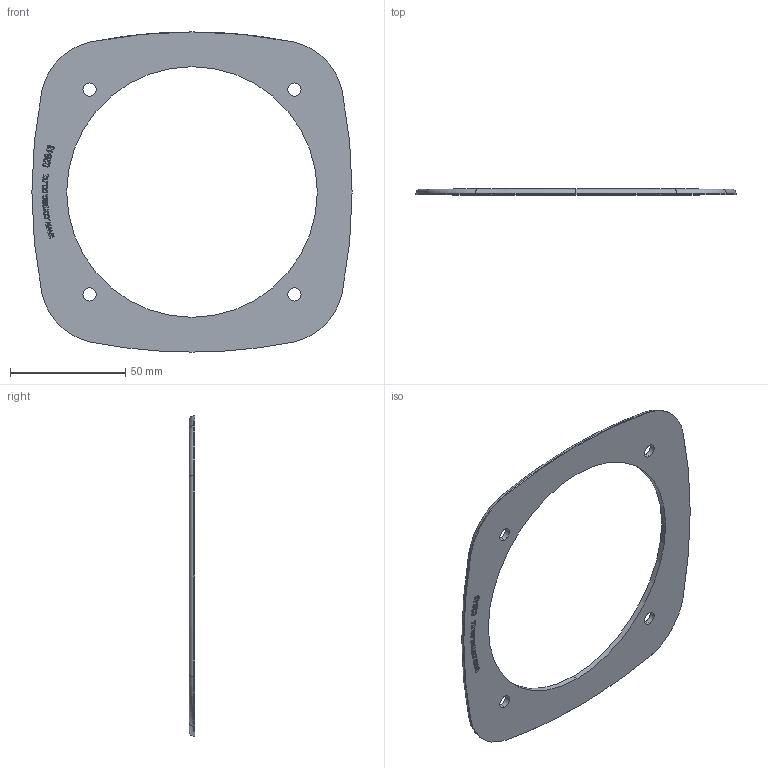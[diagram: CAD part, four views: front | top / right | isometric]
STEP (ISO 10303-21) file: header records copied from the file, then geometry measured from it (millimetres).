
FILE_DESCRIPTION (( 'STEP AP214' ), '1' );
FILE_NAME ('02641 Semi Flush Handle Recess Locking T Handle and Pan Black 125mm.STEP', '2019-03-26T23:10:18', ( '' ), ( '' ), 'SwSTEP 2.0', 'SolidWorks 2018', '' );
FILE_SCHEMA (( 'AUTOMOTIVE_DESIGN' ));
Length unit declared in the file: millimetre
Products named in the file (1): 02641 Semi Flush Handle Recess Locking T Handle and Pan Black 125mm
Bounding box: 139.2 x 2.4 x 139.2 mm (x, y, z)
Volume: 18403.5 mm3; surface area: 18551 mm2
Topology: 1 solids, 1 shells, 319 faces, 859 edges, 570 vertices
Faces by surface type: plane 160, bspline 113, cylinder 37, torus 9
Entity records: 16318 total; most frequent: CARTESIAN_POINT 8942, ORIENTED_EDGE 1718, DIRECTION 1140, EDGE_CURVE 859, VERTEX_POINT 570, VECTOR 540, LINE 540, EDGE_LOOP 357
